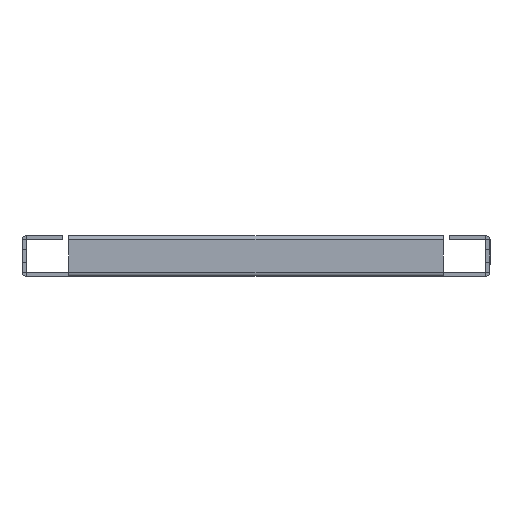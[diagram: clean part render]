
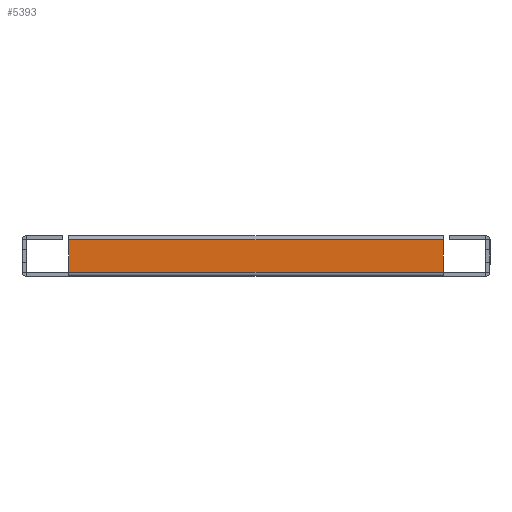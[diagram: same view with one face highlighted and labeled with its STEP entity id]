
A CAD part, left-side view. The second image highlights one B-rep face of the part: STEP entity #5393.
In plain terms, the highlighted planar face has unit normal (-1, 0, 0).
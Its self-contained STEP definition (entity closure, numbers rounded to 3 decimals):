
#73 = FACE_OUTER_BOUND ( 'NONE', #1797, .T. ) ;
#595 = DIRECTION ( 'NONE',  ( 0., 1., 0. ) ) ;
#596 = CARTESIAN_POINT ( 'NONE',  ( -841.51, -114.5, 22.49 ) ) ;
#599 = DIRECTION ( 'NONE',  ( 0., 1., 0. ) ) ;
#600 = CARTESIAN_POINT ( 'NONE',  ( -841.51, 114.5, 2.51 ) ) ;
#603 = DIRECTION ( 'NONE',  ( 0., 0., -1. ) ) ;
#604 = CARTESIAN_POINT ( 'NONE',  ( -841.51, 114.5, 2.5 ) ) ;
#615 = DIRECTION ( 'NONE',  ( 0., 0., 1. ) ) ;
#618 = CARTESIAN_POINT ( 'NONE',  ( -841.51, -114.5, 2.5 ) ) ;
#1517 = ORIENTED_EDGE ( 'NONE', *, *, #3197, .T. ) ;
#1520 = ORIENTED_EDGE ( 'NONE', *, *, #3094, .T. ) ;
#1533 = ORIENTED_EDGE ( 'NONE', *, *, #3201, .T. ) ;
#1797 = EDGE_LOOP ( 'NONE', ( #1533, #1517, #3421, #1520 ) ) ;
#1967 = AXIS2_PLACEMENT_3D ( 'NONE', #4939, #5066, #5065 ) ;
#2794 = LINE ( 'NONE', #618, #2801 ) ;
#2801 = VECTOR ( 'NONE', #615, 1000. ) ;
#2813 = LINE ( 'NONE', #604, #2814 ) ;
#2814 = VECTOR ( 'NONE', #603, 1000. ) ;
#2817 = LINE ( 'NONE', #600, #2818 ) ;
#2818 = VECTOR ( 'NONE', #599, 1000. ) ;
#2821 = LINE ( 'NONE', #596, #2822 ) ;
#2822 = VECTOR ( 'NONE', #595, 1000. ) ;
#3094 = EDGE_CURVE ( 'NONE', #4831, #4829, #2794, .T. ) ;
#3197 = EDGE_CURVE ( 'NONE', #4835, #4838, #2813, .T. ) ;
#3199 = EDGE_CURVE ( 'NONE', #4831, #4838, #2817, .T. ) ;
#3201 = EDGE_CURVE ( 'NONE', #4829, #4835, #2821, .T. ) ;
#3421 = ORIENTED_EDGE ( 'NONE', *, *, #3199, .F. ) ;
#3868 = CARTESIAN_POINT ( 'NONE',  ( -841.51, 114.5, 2.51 ) ) ;
#3871 = CARTESIAN_POINT ( 'NONE',  ( -841.51, 114.5, 22.49 ) ) ;
#3876 = CARTESIAN_POINT ( 'NONE',  ( -841.51, -114.5, 2.51 ) ) ;
#3879 = CARTESIAN_POINT ( 'NONE',  ( -841.51, -114.5, 22.49 ) ) ;
#4829 = VERTEX_POINT ( 'NONE', #3879 ) ;
#4831 = VERTEX_POINT ( 'NONE', #3876 ) ;
#4835 = VERTEX_POINT ( 'NONE', #3871 ) ;
#4838 = VERTEX_POINT ( 'NONE', #3868 ) ;
#4933 = PLANE ( 'NONE',  #1967 ) ;
#4939 = CARTESIAN_POINT ( 'NONE',  ( -841.51, 114.5, 2.5 ) ) ;
#5065 = DIRECTION ( 'NONE',  ( 0., 0., -1. ) ) ;
#5066 = DIRECTION ( 'NONE',  ( 1., 0., 0. ) ) ;
#5393 = ADVANCED_FACE ( 'NONE', ( #73 ), #4933, .F. ) ;
